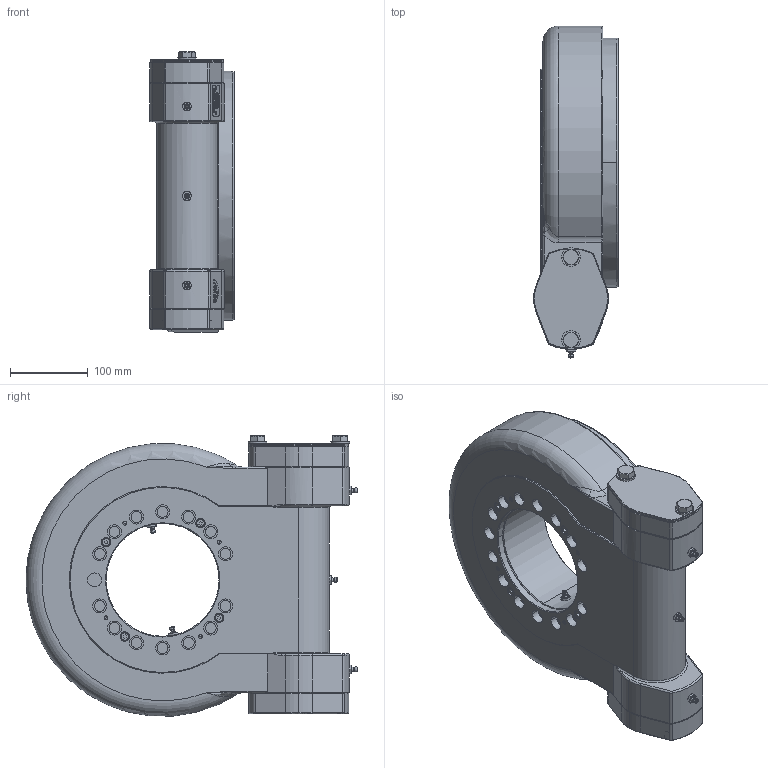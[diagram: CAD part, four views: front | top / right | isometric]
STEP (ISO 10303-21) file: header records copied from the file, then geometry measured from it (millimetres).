
FILE_DESCRIPTION (( 'STEP AP214' ), '1' );
FILE_NAME ('LBE314-2B-Z1 - SH.STEP', '2018-10-10T08:16:24', ( '' ), ( '' ), 'SwSTEP 2.0', 'SolidWorks 2016', '' );
FILE_SCHEMA (( 'AUTOMOTIVE_DESIGN' ));
Length unit declared in the file: millimetre
Products named in the file (1): LBE314-2B-Z1 - SH
Bounding box: 109 x 426.5 x 359.96 mm (x, y, z)
Surface area: 569870.1 mm2 (no closed solid volume)
Topology: 0 solids, 51 shells, 779 faces, 2977 edges, 2221 vertices
Faces by surface type: cylinder 256, plane 252, torus 145, cone 109, bspline 13, sphere 4
Entity records: 44676 total; most frequent: CARTESIAN_POINT 11689, DIRECTION 5027, ORIENTED_EDGE 4497, EDGE_CURVE 2965, VERTEX_POINT 2221, AXIS2_PLACEMENT_3D 1861, VECTOR 1305, LINE 1305
